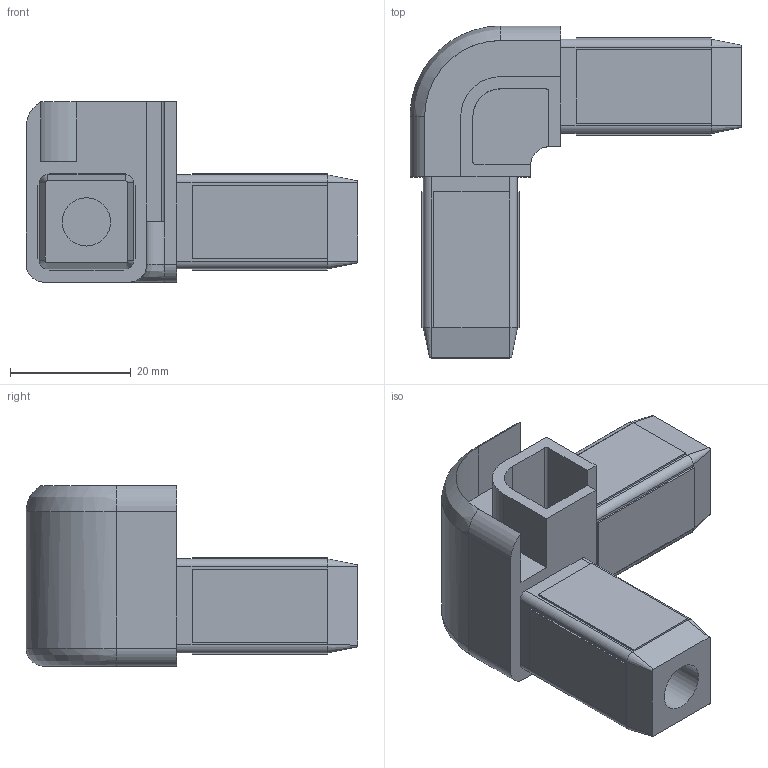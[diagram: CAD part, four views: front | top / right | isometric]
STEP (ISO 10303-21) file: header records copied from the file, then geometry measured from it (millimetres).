
FILE_DESCRIPTION(('STEP AP203'),'2;1');
FILE_NAME('XF30005G.stp','2011-02-02T14:39:26',(''),(''),'2009.3.110','THINKDESIGN','');
FILE_SCHEMA(('CONFIG_CONTROL_DESIGN'));
Length unit declared in the file: millimetre
Bounding box: 55 x 55 x 29.92 mm (x, y, z)
Volume: 23186.3 mm3; surface area: 10186.2 mm2
Topology: 1 solids, 1 shells, 112 faces, 275 edges, 173 vertices
Faces by surface type: plane 70, cylinder 23, bspline 19
Full cylindrical faces by diameter (mm): 8 x2
Entity records: 3838 total; most frequent: CARTESIAN_POINT 1124, ORIENTED_EDGE 550, DIRECTION 514, EDGE_CURVE 275, VECTOR 210, LINE 210, VERTEX_POINT 173, AXIS2_PLACEMENT_3D 152
